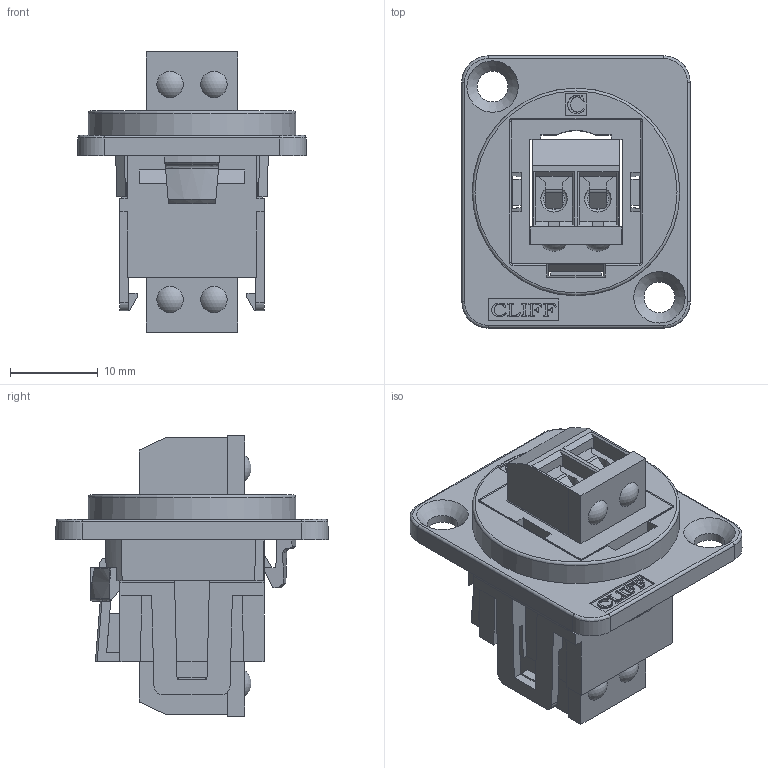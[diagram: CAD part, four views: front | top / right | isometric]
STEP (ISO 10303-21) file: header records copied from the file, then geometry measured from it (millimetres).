
FILE_DESCRIPTION(/* description */ (''),/* implementation_level */ '2;1');
FILE_NAME(/* name */ 'CP30240 2 Wire CSK.stp',/* time_stamp */ '2025-03-31T09:09:22+01:00',/* author */ ('tottley'),/* organization */ (''),/* preprocessor_version */ 'ST-DEVELOPER v20',/* originating_system */ 'Autodesk Inventor 2025',/* authorisation */ '');
FILE_SCHEMA (('AUTOMOTIVE_DESIGN { 1 0 10303 214 3 1 1 }'));
Length unit declared in the file: millimetre
Products named in the file (1): CP30240 2 Wire CSK
Bounding box: 26 x 31 x 31.9 mm (x, y, z)
Volume: 5642.5 mm3; surface area: 6865.7 mm2
Topology: 1 solids, 1 shells, 543 faces, 1567 edges, 1024 vertices
Faces by surface type: plane 393, cylinder 63, bspline 59, torus 12, cone 12, sphere 4
Full cylindrical faces by diameter (mm): 3 x4, 3.5 x2, 3.8 x4
Entity records: 19363 total; most frequent: CARTESIAN_POINT 4727, ORIENTED_EDGE 3134, DIRECTION 2599, EDGE_CURVE 1567, LINE 1201, VECTOR 1201, VERTEX_POINT 1024, AXIS2_PLACEMENT_3D 699
